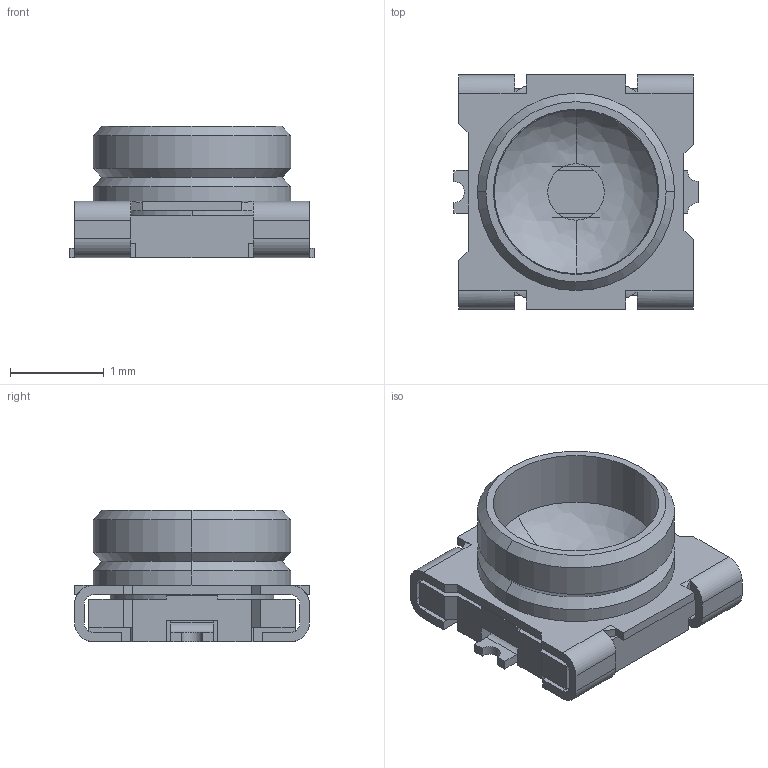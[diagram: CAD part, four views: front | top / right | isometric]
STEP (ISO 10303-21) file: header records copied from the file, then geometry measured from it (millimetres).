
FILE_DESCRIPTION(('FreeCAD Model'),'2;1');
FILE_NAME('Open CASCADE Shape Model','2022-06-30T19:23:35',( 'kicad StepUp'),('ksu MCAD'),'Open CASCADE STEP processor 7.6', 'FreeCAD','Unknown');
FILE_SCHEMA(('AUTOMOTIVE_DESIGN { 1 0 10303 214 1 1 1 1 }'));
Length unit declared in the file: millimetre
Products named in the file (1): MM8130-2600
Bounding box: 2.6 x 2.5 x 1.4 mm (x, y, z)
Volume: 3.6 mm3; surface area: 45.8 mm2
Topology: 3 solids, 3 shells, 157 faces, 452 edges, 294 vertices
Faces by surface type: plane 110, cylinder 39, cone 6, bspline 2
Entity records: 6296 total; most frequent: CARTESIAN_POINT 972, ORIENTED_EDGE 904, DIRECTION 844, EDGE_CURVE 452, LINE 352, VECTOR 352, VERTEX_POINT 294, AXIS2_PLACEMENT_3D 246
